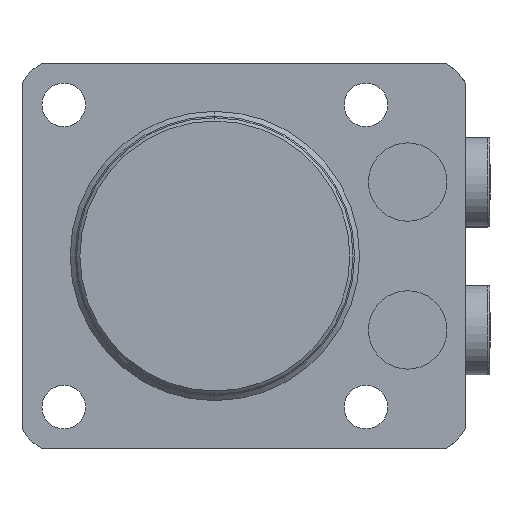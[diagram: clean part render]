
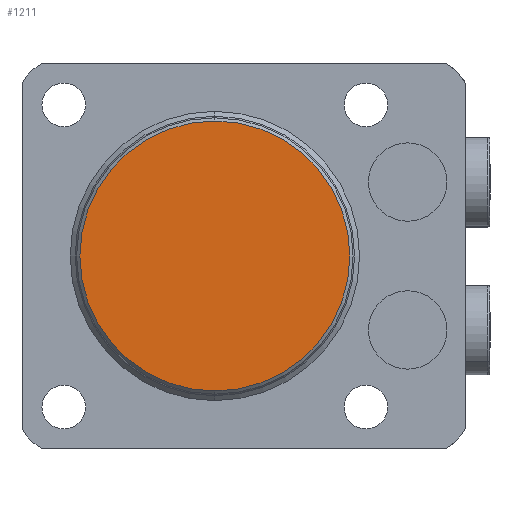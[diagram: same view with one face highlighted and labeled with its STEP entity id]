
A CAD part, front view. The second image highlights one B-rep face of the part: STEP entity #1211.
In plain terms, the highlighted planar face has unit normal (0, -1, 0).
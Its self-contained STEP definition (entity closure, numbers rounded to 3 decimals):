
#1211 = ADVANCED_FACE ( 'NONE', ( #2322 ), #2321, .T. ) ;
#1212 = EDGE_LOOP ( 'NONE', ( #1213, #1215 ) ) ;
#1213 = ORIENTED_EDGE ( 'NONE', *, *, #1214, .T. ) ;
#1214 = EDGE_CURVE ( 'NONE', #8364, #8367, #2316, .T. ) ;
#1215 = ORIENTED_EDGE ( 'NONE', *, *, #8375, .T. ) ;
#2312 = DIRECTION ( 'NONE',  ( 0., 0., -1. ) ) ;
#2313 = DIRECTION ( 'NONE',  ( 0., -1., 0. ) ) ;
#2314 = CARTESIAN_POINT ( 'NONE',  ( 0., -73.5, 0. ) ) ;
#2315 = AXIS2_PLACEMENT_3D ( 'NONE', #2314, #2313, #2312 ) ;
#2316 = CIRCLE ( 'NONE', #2315, 21. ) ;
#2317 = DIRECTION ( 'NONE',  ( 0., 0., -1. ) ) ;
#2318 = DIRECTION ( 'NONE',  ( 0., -1., 0. ) ) ;
#2319 = CARTESIAN_POINT ( 'NONE',  ( 30., -73.5, 30. ) ) ;
#2320 = AXIS2_PLACEMENT_3D ( 'NONE', #2319, #2318, #2317 ) ;
#2321 = PLANE ( 'NONE',  #2320 ) ;
#2322 = FACE_OUTER_BOUND ( 'NONE', #1212, .T. ) ;
#6808 = DIRECTION ( 'NONE',  ( 0., 0., -1. ) ) ;
#6809 = DIRECTION ( 'NONE',  ( 0., -1., 0. ) ) ;
#6810 = CARTESIAN_POINT ( 'NONE',  ( 0., -73.5, 0. ) ) ;
#6811 = AXIS2_PLACEMENT_3D ( 'NONE', #6810, #6809, #6808 ) ;
#6812 = CIRCLE ( 'NONE', #6811, 21. ) ;
#6827 = CARTESIAN_POINT ( 'NONE',  ( 0., -73.5, -21. ) ) ;
#6832 = CARTESIAN_POINT ( 'NONE',  ( 0., -73.5, 21. ) ) ;
#8364 = VERTEX_POINT ( 'NONE', #6832 ) ;
#8367 = VERTEX_POINT ( 'NONE', #6827 ) ;
#8375 = EDGE_CURVE ( 'NONE', #8367, #8364, #6812, .T. ) ;
